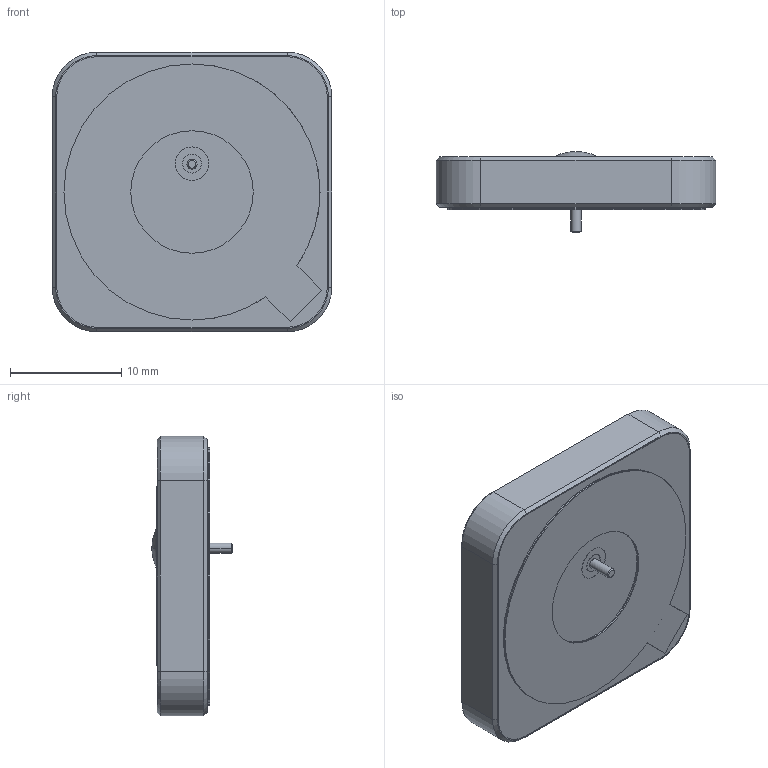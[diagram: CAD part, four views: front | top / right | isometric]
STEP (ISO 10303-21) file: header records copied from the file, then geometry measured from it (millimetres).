
FILE_DESCRIPTION (( 'STEP AP214' ), '1' );
FILE_NAME ('WLP.2450.25.4.A.02.STEP', '2018-06-27T05:44:54', ( '' ), ( '' ), 'SwSTEP 2.0', 'SolidWorks 2017', '' );
FILE_SCHEMA (( 'AUTOMOTIVE_DESIGN' ));
Length unit declared in the file: millimetre
Products named in the file (3): 001517C100000A_WLP.2450.25 Double sided adhesive; 001517C100000A WLP.2450.25.4 Patch; WLP.2450.25.4.A.02
Assembly tree (2 placements, depth 2):
  WLP.2450.25.4.A.02
    001517C100000A WLP.2450.25.4 Patch
    001517C100000A_WLP.2450.25 Double sided adhesive
Bounding box: 25.1 x 7.27 x 25.1 mm (x, y, z)
Volume: 2849.3 mm3; surface area: 2960.1 mm2
Topology: 3 solids, 3 shells, 176 faces, 454 edges, 297 vertices
Faces by surface type: plane 77, bspline 64, cylinder 23, cone 10, sphere 2
Entity records: 8812 total; most frequent: CARTESIAN_POINT 3276, ORIENTED_EDGE 908, DIRECTION 620, EDGE_CURVE 454, VERTEX_POINT 297, VECTOR 266, LINE 266, EDGE_LOOP 193
